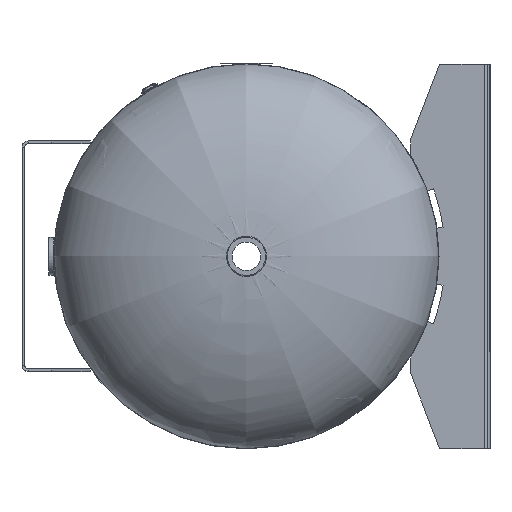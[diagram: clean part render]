
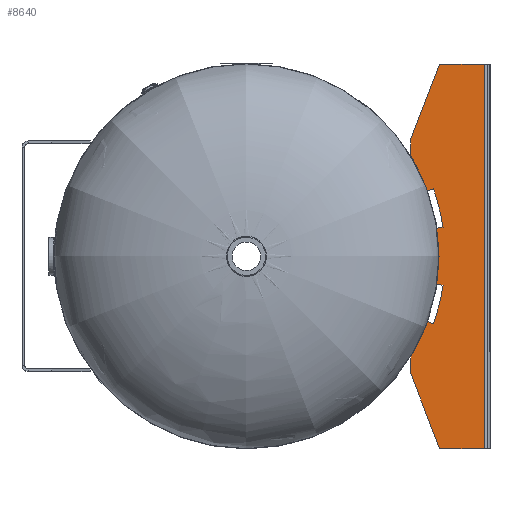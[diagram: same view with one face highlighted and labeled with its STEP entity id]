
A CAD part, left-side view. The second image highlights one B-rep face of the part: STEP entity #8640.
In plain terms, the highlighted planar face has unit normal (-1, 0, 0).
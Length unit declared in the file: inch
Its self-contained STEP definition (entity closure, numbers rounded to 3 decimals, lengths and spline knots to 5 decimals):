
#332=CIRCLE('',#9272,0.1875);
#341=CIRCLE('',#9284,0.1875);
#360=CIRCLE('',#9310,0.1875);
#361=CIRCLE('',#9313,0.1875);
#362=CIRCLE('',#9323,15.5);
#363=CIRCLE('',#9325,15.);
#364=CIRCLE('',#9327,15.);
#365=CIRCLE('',#9329,15.);
#366=CIRCLE('',#9330,15.5);
#846=LINE('',#15356,#1758);
#879=LINE('',#15462,#1791);
#890=LINE('',#15485,#1802);
#893=LINE('',#15491,#1805);
#896=LINE('',#15503,#1808);
#897=LINE('',#15505,#1809);
#898=LINE('',#15507,#1810);
#899=LINE('',#15509,#1811);
#900=LINE('',#15510,#1812);
#901=LINE('',#15514,#1813);
#902=LINE('',#15517,#1814);
#1758=VECTOR('',#10699,0.3937);
#1791=VECTOR('',#10790,0.3937);
#1802=VECTOR('',#10819,0.3937);
#1805=VECTOR('',#10824,0.3937);
#1808=VECTOR('',#10841,0.3937);
#1809=VECTOR('',#10842,0.3937);
#1810=VECTOR('',#10843,0.3937);
#1811=VECTOR('',#10844,0.3937);
#1812=VECTOR('',#10845,0.3937);
#1813=VECTOR('',#10848,0.3937);
#1814=VECTOR('',#10851,0.3937);
#2420=PLANE('',#9328);
#3016=FACE_OUTER_BOUND('',#3617,.T.);
#3617=EDGE_LOOP('',(#7226,#7227,#7228,#7229,#7230,#7231,#7232,#7233,#7234,
#7235,#7236,#7237,#7238,#7239,#7240,#7241,#7242,#7243,#7244,#7245));
#4350=VERTEX_POINT('',#15311);
#4351=VERTEX_POINT('',#15313);
#4370=VERTEX_POINT('',#15355);
#4371=VERTEX_POINT('',#15359);
#4412=VERTEX_POINT('',#15455);
#4413=VERTEX_POINT('',#15456);
#4414=VERTEX_POINT('',#15461);
#4415=VERTEX_POINT('',#15465);
#4416=VERTEX_POINT('',#15482);
#4417=VERTEX_POINT('',#15484);
#4418=VERTEX_POINT('',#15488);
#4419=VERTEX_POINT('',#15490);
#4420=VERTEX_POINT('',#15498);
#4421=VERTEX_POINT('',#15502);
#4422=VERTEX_POINT('',#15504);
#4423=VERTEX_POINT('',#15506);
#4424=VERTEX_POINT('',#15508);
#4425=VERTEX_POINT('',#15511);
#4426=VERTEX_POINT('',#15513);
#4427=VERTEX_POINT('',#15515);
#5330=EDGE_CURVE('',#4350,#4351,#332,.T.);
#5351=EDGE_CURVE('',#4370,#4351,#846,.T.);
#5353=EDGE_CURVE('',#4370,#4371,#341,.T.);
#5401=EDGE_CURVE('',#4412,#4413,#360,.T.);
#5404=EDGE_CURVE('',#4414,#4413,#879,.T.);
#5406=EDGE_CURVE('',#4414,#4415,#361,.T.);
#5416=EDGE_CURVE('',#4417,#4416,#890,.T.);
#5419=EDGE_CURVE('',#4419,#4418,#893,.T.);
#5421=EDGE_CURVE('',#4416,#4419,#362,.T.);
#5422=EDGE_CURVE('',#4418,#4371,#363,.T.);
#5423=EDGE_CURVE('',#4420,#4417,#364,.T.);
#5425=EDGE_CURVE('',#4421,#4350,#896,.T.);
#5426=EDGE_CURVE('',#4421,#4422,#897,.T.);
#5427=EDGE_CURVE('',#4423,#4422,#898,.T.);
#5428=EDGE_CURVE('',#4424,#4423,#899,.T.);
#5429=EDGE_CURVE('',#4415,#4424,#900,.T.);
#5430=EDGE_CURVE('',#4412,#4425,#365,.T.);
#5431=EDGE_CURVE('',#4425,#4426,#901,.T.);
#5432=EDGE_CURVE('',#4426,#4427,#366,.T.);
#5433=EDGE_CURVE('',#4427,#4420,#902,.T.);
#7226=ORIENTED_EDGE('',*,*,#5330,.F.);
#7227=ORIENTED_EDGE('',*,*,#5425,.F.);
#7228=ORIENTED_EDGE('',*,*,#5426,.T.);
#7229=ORIENTED_EDGE('',*,*,#5427,.F.);
#7230=ORIENTED_EDGE('',*,*,#5428,.F.);
#7231=ORIENTED_EDGE('',*,*,#5429,.F.);
#7232=ORIENTED_EDGE('',*,*,#5406,.F.);
#7233=ORIENTED_EDGE('',*,*,#5404,.T.);
#7234=ORIENTED_EDGE('',*,*,#5401,.F.);
#7235=ORIENTED_EDGE('',*,*,#5430,.T.);
#7236=ORIENTED_EDGE('',*,*,#5431,.T.);
#7237=ORIENTED_EDGE('',*,*,#5432,.T.);
#7238=ORIENTED_EDGE('',*,*,#5433,.T.);
#7239=ORIENTED_EDGE('',*,*,#5423,.T.);
#7240=ORIENTED_EDGE('',*,*,#5416,.T.);
#7241=ORIENTED_EDGE('',*,*,#5421,.T.);
#7242=ORIENTED_EDGE('',*,*,#5419,.T.);
#7243=ORIENTED_EDGE('',*,*,#5422,.T.);
#7244=ORIENTED_EDGE('',*,*,#5353,.F.);
#7245=ORIENTED_EDGE('',*,*,#5351,.T.);
#8640=ADVANCED_FACE('',(#3016),#2420,.T.);
#9272=AXIS2_PLACEMENT_3D('',#15314,#10665,#10666);
#9284=AXIS2_PLACEMENT_3D('',#15360,#10703,#10704);
#9310=AXIS2_PLACEMENT_3D('',#15457,#10784,#10785);
#9313=AXIS2_PLACEMENT_3D('',#15466,#10794,#10795);
#9323=AXIS2_PLACEMENT_3D('',#15494,#10828,#10829);
#9325=AXIS2_PLACEMENT_3D('',#15496,#10832,#10833);
#9327=AXIS2_PLACEMENT_3D('',#15499,#10836,#10837);
#9328=AXIS2_PLACEMENT_3D('',#15501,#10839,#10840);
#9329=AXIS2_PLACEMENT_3D('',#15512,#10846,#10847);
#9330=AXIS2_PLACEMENT_3D('',#15516,#10849,#10850);
#10665=DIRECTION('center_axis',(1.,0.,0.));
#10666=DIRECTION('ref_axis',(0.,0.182,0.983));
#10699=DIRECTION('',(0.,1.,0.));
#10703=DIRECTION('center_axis',(1.,0.,0.));
#10704=DIRECTION('ref_axis',(0.,-0.268,0.963));
#10784=DIRECTION('center_axis',(1.,0.,0.));
#10785=DIRECTION('ref_axis',(0.,0.268,0.963));
#10790=DIRECTION('',(0.,1.,0.));
#10794=DIRECTION('center_axis',(1.,0.,0.));
#10795=DIRECTION('ref_axis',(0.,-0.182,0.983));
#10819=DIRECTION('',(0.,0.146,-0.989));
#10824=DIRECTION('',(0.,-0.34,0.941));
#10828=DIRECTION('center_axis',(1.,0.,0.));
#10829=DIRECTION('ref_axis',(0.,0.34,-0.941));
#10832=DIRECTION('center_axis',(1.,0.,0.));
#10833=DIRECTION('ref_axis',(0.,-1.,0.));
#10836=DIRECTION('center_axis',(1.,0.,0.));
#10837=DIRECTION('ref_axis',(0.,-1.,0.));
#10839=DIRECTION('center_axis',(-1.,0.,0.));
#10840=DIRECTION('ref_axis',(0.,0.,1.));
#10841=DIRECTION('',(0.,-0.934,0.358));
#10842=DIRECTION('',(0.,0.,-1.));
#10843=DIRECTION('',(0.,1.,0.));
#10844=DIRECTION('',(0.,0.,-1.));
#10845=DIRECTION('',(0.,-0.934,-0.358));
#10846=DIRECTION('center_axis',(1.,0.,0.));
#10847=DIRECTION('ref_axis',(0.,-1.,0.));
#10848=DIRECTION('',(0.,-0.34,-0.941));
#10849=DIRECTION('center_axis',(1.,0.,0.));
#10850=DIRECTION('ref_axis',(0.,-0.34,-0.941));
#10851=DIRECTION('',(0.,0.146,0.989));
#15311=CARTESIAN_POINT('',(-2.,9.15738,6.1751));
#15313=CARTESIAN_POINT('',(-2.,9.09032,6.1875));
#15314=CARTESIAN_POINT('Origin',(-2.,9.09032,6.));
#15355=CARTESIAN_POINT('',(-2.,7.8524,6.1875));
#15356=CARTESIAN_POINT('',(-2.,-15.,6.1875));
#15359=CARTESIAN_POINT('',(-2.,7.75545,6.16049));
#15360=CARTESIAN_POINT('Origin',(-2.,7.8524,6.));
#15455=CARTESIAN_POINT('',(-2.,-7.75545,6.16049));
#15456=CARTESIAN_POINT('',(-2.,-7.8524,6.1875));
#15457=CARTESIAN_POINT('Origin',(-2.,-7.8524,6.));
#15461=CARTESIAN_POINT('',(-2.,-9.09032,6.1875));
#15462=CARTESIAN_POINT('',(-2.,-15.,6.1875));
#15465=CARTESIAN_POINT('',(-2.,-9.15738,6.1751));
#15466=CARTESIAN_POINT('Origin',(-2.,-9.09032,6.));
#15482=CARTESIAN_POINT('',(-2.,2.25774,3.66531));
#15484=CARTESIAN_POINT('',(-2.,2.18491,4.15998));
#15485=CARTESIAN_POINT('',(-2.,1.89293,6.14313));
#15488=CARTESIAN_POINT('',(-2.,5.09433,4.89157));
#15490=CARTESIAN_POINT('',(-2.,5.26415,4.42129));
#15491=CARTESIAN_POINT('',(-2.,3.72848,8.67422));
#15494=CARTESIAN_POINT('Origin',(-2.,0.,19.));
#15496=CARTESIAN_POINT('Origin',(-2.,0.,19.));
#15498=CARTESIAN_POINT('',(-2.,-2.18491,4.15998));
#15499=CARTESIAN_POINT('Origin',(-2.,0.,19.));
#15501=CARTESIAN_POINT('Origin',(-2.,-15.,6.1875));
#15502=CARTESIAN_POINT('',(-2.,15.,3.9375));
#15503=CARTESIAN_POINT('',(-2.,0.07418,9.65377));
#15504=CARTESIAN_POINT('',(-2.,15.,0.4293));
#15505=CARTESIAN_POINT('',(-2.,15.,6.1875));
#15506=CARTESIAN_POINT('',(-2.,-15.,0.4293));
#15507=CARTESIAN_POINT('',(-2.,15.,0.4293));
#15508=CARTESIAN_POINT('',(-2.,-15.,3.9375));
#15509=CARTESIAN_POINT('',(-2.,-15.,6.1875));
#15510=CARTESIAN_POINT('',(-2.,-13.15551,4.6439));
#15511=CARTESIAN_POINT('',(-2.,-5.09433,4.89157));
#15512=CARTESIAN_POINT('Origin',(-2.,0.,19.));
#15513=CARTESIAN_POINT('',(-2.,-5.26415,4.42129));
#15514=CARTESIAN_POINT('',(-2.,-5.45863,3.88269));
#15515=CARTESIAN_POINT('',(-2.,-2.25774,3.66531));
#15516=CARTESIAN_POINT('Origin',(-2.,0.,19.));
#15517=CARTESIAN_POINT('',(-2.,-2.21118,3.98153));
